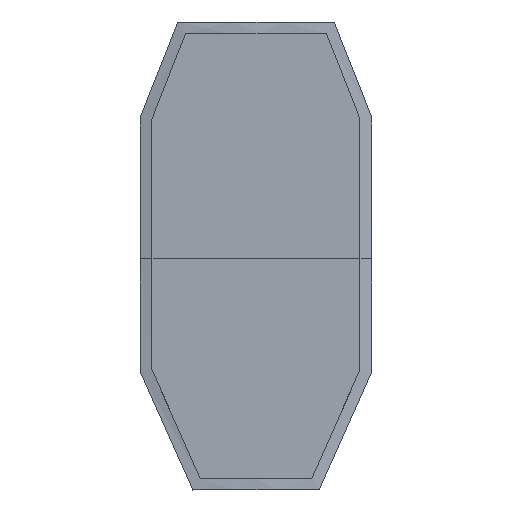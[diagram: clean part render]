
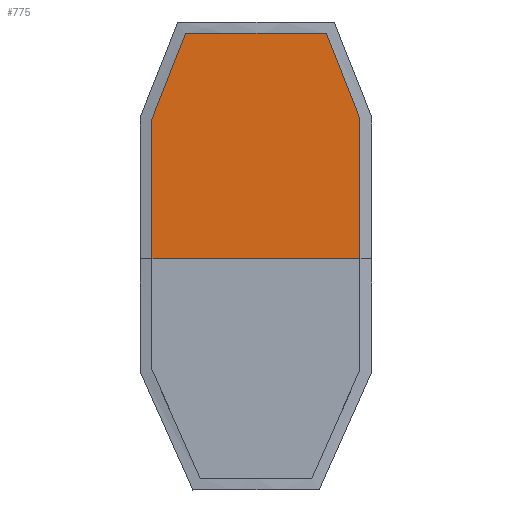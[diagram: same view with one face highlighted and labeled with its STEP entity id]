
A CAD part, top view. The second image highlights one B-rep face of the part: STEP entity #775.
In plain terms, the highlighted planar face has unit normal (0, 0, 1).
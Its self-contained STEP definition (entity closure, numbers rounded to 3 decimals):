
#103=FACE_OUTER_BOUND('',#147,.T.);
#147=EDGE_LOOP('',(#633,#634,#635,#636,#637,#638));
#198=LINE('',#1356,#262);
#206=LINE('',#1401,#270);
#208=LINE('',#1521,#272);
#209=LINE('',#1523,#273);
#210=LINE('',#1525,#274);
#211=LINE('',#1526,#275);
#262=VECTOR('',#936,10.);
#270=VECTOR('',#948,10.);
#272=VECTOR('',#952,10.);
#273=VECTOR('',#953,10.);
#274=VECTOR('',#954,10.);
#275=VECTOR('',#955,10.);
#333=VERTEX_POINT('',#1353);
#334=VERTEX_POINT('',#1355);
#345=VERTEX_POINT('',#1400);
#354=VERTEX_POINT('',#1520);
#355=VERTEX_POINT('',#1522);
#356=VERTEX_POINT('',#1524);
#429=EDGE_CURVE('',#334,#333,#198,.T.);
#442=EDGE_CURVE('',#345,#334,#206,.T.);
#454=EDGE_CURVE('',#333,#354,#208,.T.);
#455=EDGE_CURVE('',#354,#355,#209,.T.);
#456=EDGE_CURVE('',#355,#356,#210,.T.);
#457=EDGE_CURVE('',#356,#345,#211,.T.);
#633=ORIENTED_EDGE('',*,*,#429,.T.);
#634=ORIENTED_EDGE('',*,*,#454,.T.);
#635=ORIENTED_EDGE('',*,*,#455,.T.);
#636=ORIENTED_EDGE('',*,*,#456,.T.);
#637=ORIENTED_EDGE('',*,*,#457,.T.);
#638=ORIENTED_EDGE('',*,*,#442,.T.);
#733=PLANE('',#833);
#775=ADVANCED_FACE('',(#103),#733,.T.);
#833=AXIS2_PLACEMENT_3D('',#1519,#950,#951);
#936=DIRECTION('',(1.,0.,0.));
#948=DIRECTION('',(0.,-1.,0.));
#950=DIRECTION('center_axis',(0.,0.,1.));
#951=DIRECTION('ref_axis',(1.,0.,0.));
#952=DIRECTION('',(0.,1.,0.));
#953=DIRECTION('',(-0.366,0.931,0.));
#954=DIRECTION('',(-1.,0.,0.));
#955=DIRECTION('',(-0.366,-0.931,0.));
#1353=CARTESIAN_POINT('',(190.,200.,45.));
#1355=CARTESIAN_POINT('',(10.,200.,45.));
#1356=CARTESIAN_POINT('',(100.003,200.,45.));
#1400=CARTESIAN_POINT('',(10.,320.947,45.));
#1401=CARTESIAN_POINT('',(10.,110.,45.));
#1519=CARTESIAN_POINT('Origin',(100.,202.5,45.));
#1520=CARTESIAN_POINT('',(190.,320.947,45.));
#1521=CARTESIAN_POINT('',(190.,110.,45.));
#1522=CARTESIAN_POINT('',(160.908,395.,45.));
#1523=CARTESIAN_POINT('',(160.908,395.,45.));
#1524=CARTESIAN_POINT('',(39.092,395.,45.));
#1525=CARTESIAN_POINT('',(39.092,395.,45.));
#1526=CARTESIAN_POINT('',(10.,320.947,45.));
